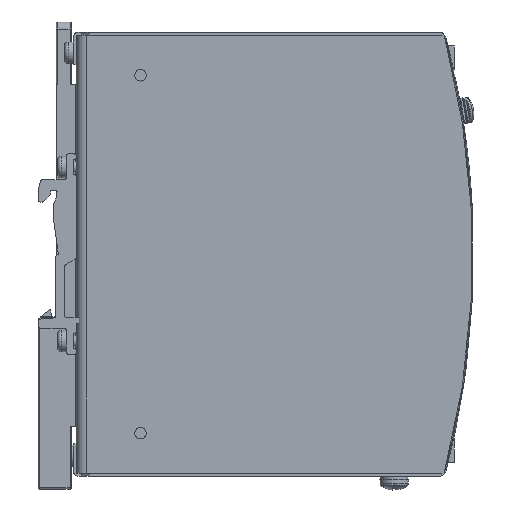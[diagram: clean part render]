
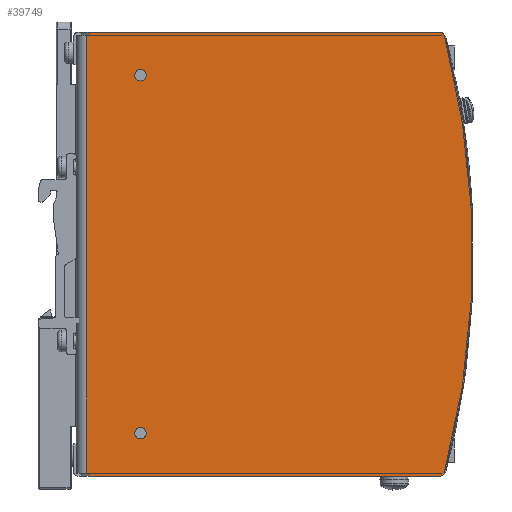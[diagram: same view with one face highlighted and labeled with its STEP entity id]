
A CAD part, front view. The second image highlights one B-rep face of the part: STEP entity #39749.
In plain terms, the highlighted planar face has unit normal (0, -1, 0).
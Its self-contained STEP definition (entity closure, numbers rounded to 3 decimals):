
#1108=CARTESIAN_POINT('',(101.667,-19.5,60.75));
#1109=DIRECTION('',(0.,1.,0.));
#1110=DIRECTION('',(0.,0.,1.));
#1111=AXIS2_PLACEMENT_3D('',#1108,#1109,#1110);
#1113=CARTESIAN_POINT('',(101.667,-19.5,60.75));
#1114=DIRECTION('',(0.,-1.,0.));
#1115=DIRECTION('',(0.967,0.,0.254));
#1116=AXIS2_PLACEMENT_3D('',#1113,#1114,#1115);
#1118=CARTESIAN_POINT('',(-130.,-19.5,0.));
#1119=DIRECTION('',(0.,-1.,0.));
#1120=DIRECTION('',(0.967,0.,-0.254));
#1121=AXIS2_PLACEMENT_3D('',#1118,#1119,#1120);
#1123=CARTESIAN_POINT('',(101.667,-19.5,-60.75));
#1124=DIRECTION('',(0.,-1.,0.));
#1125=DIRECTION('',(0.,0.,-1.));
#1126=AXIS2_PLACEMENT_3D('',#1123,#1124,#1125);
#1128=CARTESIAN_POINT('',(101.667,-19.5,-60.75));
#1129=DIRECTION('',(0.,1.,0.));
#1130=DIRECTION('',(0.6,0.,-0.8));
#1131=AXIS2_PLACEMENT_3D('',#1128,#1129,#1130);
#1133=DIRECTION('',(1.,0.,0.));
#1134=VECTOR('',#1133,98.967);
#1135=CARTESIAN_POINT('',(3.,-19.5,-61.15));
#1136=LINE('',#1135,#1134);
#1137=CARTESIAN_POINT('',(18.,-19.5,50.));
#1138=DIRECTION('',(0.,1.,0.));
#1139=DIRECTION('',(1.,0.,0.));
#1140=AXIS2_PLACEMENT_3D('',#1137,#1138,#1139);
#1142=CARTESIAN_POINT('',(18.,-19.5,50.));
#1143=DIRECTION('',(0.,1.,0.));
#1144=DIRECTION('',(-1.,0.,0.));
#1145=AXIS2_PLACEMENT_3D('',#1142,#1143,#1144);
#1147=CARTESIAN_POINT('',(18.,-19.5,-50.));
#1148=DIRECTION('',(0.,1.,0.));
#1149=DIRECTION('',(1.,0.,0.));
#1150=AXIS2_PLACEMENT_3D('',#1147,#1148,#1149);
#1152=CARTESIAN_POINT('',(18.,-19.5,-50.));
#1153=DIRECTION('',(0.,1.,0.));
#1154=DIRECTION('',(-1.,0.,0.));
#1155=AXIS2_PLACEMENT_3D('',#1152,#1153,#1154);
#1187=DIRECTION('',(1.,0.,0.));
#1188=VECTOR('',#1187,98.967);
#1189=CARTESIAN_POINT('',(3.,-19.5,61.15));
#1190=LINE('',#1189,#1188);
#1329=DIRECTION('',(-1.,0.,0.));
#1330=VECTOR('',#1329,98.017);
#1331=CARTESIAN_POINT('',(101.667,-19.5,61.25));
#1332=LINE('',#1331,#1330);
#1345=DIRECTION('',(1.,0.,0.));
#1346=VECTOR('',#1345,98.017);
#1347=CARTESIAN_POINT('',(3.65,-19.5,62.));
#1348=LINE('',#1347,#1346);
#1357=DIRECTION('',(0.,0.,1.));
#1358=VECTOR('',#1357,0.75);
#1359=CARTESIAN_POINT('',(3.65,-19.5,61.25));
#1360=LINE('',#1359,#1358);
#1425=DIRECTION('',(0.,0.,1.));
#1426=VECTOR('',#1425,122.3);
#1427=CARTESIAN_POINT('',(3.,-19.5,-61.15));
#1428=LINE('',#1427,#1426);
#1649=DIRECTION('',(1.,0.,0.));
#1650=VECTOR('',#1649,98.017);
#1651=CARTESIAN_POINT('',(3.65,-19.5,-61.25));
#1652=LINE('',#1651,#1650);
#1675=DIRECTION('',(0.,0.,1.));
#1676=VECTOR('',#1675,0.75);
#1677=CARTESIAN_POINT('',(3.65,-19.5,-62.));
#1678=LINE('',#1677,#1676);
#1695=DIRECTION('',(-1.,0.,0.));
#1696=VECTOR('',#1695,98.017);
#1697=CARTESIAN_POINT('',(101.667,-19.5,-62.));
#1698=LINE('',#1697,#1696);
#30691=CARTESIAN_POINT('',(3.,-19.5,-61.15));
#30692=CARTESIAN_POINT('',(3.,-19.5,61.15));
#30693=VERTEX_POINT('',#30691);
#30694=VERTEX_POINT('',#30692);
#30695=CARTESIAN_POINT('',(16.4,-19.5,50.));
#30697=VERTEX_POINT('',#30695);
#30699=CARTESIAN_POINT('',(19.6,-19.5,50.));
#30701=VERTEX_POINT('',#30699);
#30703=CARTESIAN_POINT('',(16.4,-19.5,-50.));
#30705=VERTEX_POINT('',#30703);
#30707=CARTESIAN_POINT('',(19.6,-19.5,-50.));
#30709=VERTEX_POINT('',#30707);
#35241=CARTESIAN_POINT('',(3.65,-19.5,62.));
#35242=VERTEX_POINT('',#35241);
#35243=CARTESIAN_POINT('',(101.667,-19.5,62.));
#35244=VERTEX_POINT('',#35243);
#35247=CARTESIAN_POINT('',(102.876,-19.5,61.067));
#35248=VERTEX_POINT('',#35247);
#35281=CARTESIAN_POINT('',(102.876,-19.5,-61.067));
#35282=VERTEX_POINT('',#35281);
#35299=CARTESIAN_POINT('',(3.65,-19.5,-61.25));
#35300=VERTEX_POINT('',#35299);
#35301=CARTESIAN_POINT('',(101.667,-19.5,-61.25));
#35302=VERTEX_POINT('',#35301);
#35319=CARTESIAN_POINT('',(3.65,-19.5,-62.));
#35320=VERTEX_POINT('',#35319);
#35323=CARTESIAN_POINT('',(3.65,-19.5,61.25));
#35324=VERTEX_POINT('',#35323);
#35331=CARTESIAN_POINT('',(101.667,-19.5,61.25));
#35332=VERTEX_POINT('',#35331);
#35333=CARTESIAN_POINT('',(101.667,-19.5,-62.));
#35334=VERTEX_POINT('',#35333);
#35355=CARTESIAN_POINT('',(101.967,-19.5,-61.15));
#35356=VERTEX_POINT('',#35355);
#35395=CARTESIAN_POINT('',(101.967,-19.5,61.15));
#35396=VERTEX_POINT('',#35395);
#39704=CARTESIAN_POINT('',(130.,-19.5,-61.15));
#39705=DIRECTION('',(0.,-1.,0.));
#39706=DIRECTION('',(0.,0.,-1.));
#39707=AXIS2_PLACEMENT_3D('',#39704,#39705,#39706);
#39708=PLANE('',#39707);
#39710=ORIENTED_EDGE('',*,*,#39709,.T.);
#39712=ORIENTED_EDGE('',*,*,#39711,.F.);
#39714=ORIENTED_EDGE('',*,*,#39713,.T.);
#39716=ORIENTED_EDGE('',*,*,#39715,.T.);
#39718=ORIENTED_EDGE('',*,*,#39717,.T.);
#39719=ORIENTED_EDGE('',*,*,#39690,.F.);
#39720=ORIENTED_EDGE('',*,*,#39595,.F.);
#39722=ORIENTED_EDGE('',*,*,#39721,.F.);
#39724=ORIENTED_EDGE('',*,*,#39723,.T.);
#39726=ORIENTED_EDGE('',*,*,#39725,.T.);
#39728=ORIENTED_EDGE('',*,*,#39727,.T.);
#39730=ORIENTED_EDGE('',*,*,#39729,.F.);
#39732=ORIENTED_EDGE('',*,*,#39731,.F.);
#39734=ORIENTED_EDGE('',*,*,#39733,.T.);
#39735=EDGE_LOOP('',(#39710,#39712,#39714,#39716,#39718,#39719,#39720,#39722,
#39724,#39726,#39728,#39730,#39732,#39734));
#39736=FACE_OUTER_BOUND('',#39735,.F.);
#39738=ORIENTED_EDGE('',*,*,#39737,.F.);
#39740=ORIENTED_EDGE('',*,*,#39739,.F.);
#39741=EDGE_LOOP('',(#39738,#39740));
#39742=FACE_BOUND('',#39741,.F.);
#39744=ORIENTED_EDGE('',*,*,#39743,.F.);
#39746=ORIENTED_EDGE('',*,*,#39745,.F.);
#39747=EDGE_LOOP('',(#39744,#39746));
#39748=FACE_BOUND('',#39747,.F.);
#39749=ADVANCED_FACE('',(#39736,#39742,#39748),#39708,.T.);
#1112=CIRCLE('',#1111,0.5);
#1117=CIRCLE('',#1116,1.25);
#1122=CIRCLE('',#1121,240.75);
#1127=CIRCLE('',#1126,1.25);
#1132=CIRCLE('',#1131,0.5);
#1141=CIRCLE('',#1140,1.6);
#1146=CIRCLE('',#1145,1.6);
#1151=CIRCLE('',#1150,1.6);
#1156=CIRCLE('',#1155,1.6);
#39595=EDGE_CURVE('',#35282,#35248,#1122,.T.);
#39690=EDGE_CURVE('',#35248,#35244,#1117,.T.);
#39709=EDGE_CURVE('',#30694,#35396,#1190,.T.);
#39711=EDGE_CURVE('',#35332,#35396,#1112,.T.);
#39713=EDGE_CURVE('',#35332,#35324,#1332,.T.);
#39715=EDGE_CURVE('',#35324,#35242,#1360,.T.);
#39717=EDGE_CURVE('',#35242,#35244,#1348,.T.);
#39721=EDGE_CURVE('',#35334,#35282,#1127,.T.);
#39723=EDGE_CURVE('',#35334,#35320,#1698,.T.);
#39725=EDGE_CURVE('',#35320,#35300,#1678,.T.);
#39727=EDGE_CURVE('',#35300,#35302,#1652,.T.);
#39729=EDGE_CURVE('',#35356,#35302,#1132,.T.);
#39731=EDGE_CURVE('',#30693,#35356,#1136,.T.);
#39733=EDGE_CURVE('',#30693,#30694,#1428,.T.);
#39737=EDGE_CURVE('',#30701,#30697,#1141,.T.);
#39739=EDGE_CURVE('',#30697,#30701,#1146,.T.);
#39743=EDGE_CURVE('',#30709,#30705,#1151,.T.);
#39745=EDGE_CURVE('',#30705,#30709,#1156,.T.);
